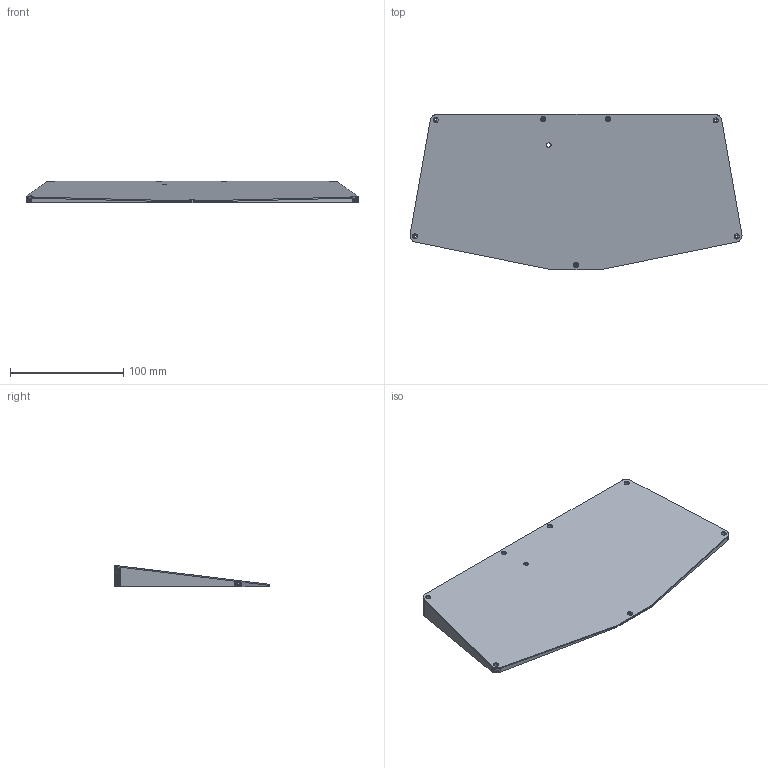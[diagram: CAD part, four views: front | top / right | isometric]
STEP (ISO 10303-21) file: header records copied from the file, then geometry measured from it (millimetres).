
FILE_DESCRIPTION(/* description */ (''),/* implementation_level */ '2;1');
FILE_NAME(/* name */ 'Atreus62_base.stp',/* time_stamp */ '2018-12-11T08:19:15-06:00',/* author */ ('Holt'),/* organization */ (''),/* preprocessor_version */ 'ST-DEVELOPER v16.5',/* originating_system */ 'Autodesk Inventor 2017',/* authorisation */ '');
FILE_SCHEMA (('AUTOMOTIVE_DESIGN { 1 0 10303 214 3 1 1 }'));
Length unit declared in the file: millimetre
Products named in the file (1): base
Bounding box: 293.34 x 136.97 x 18.8 mm (x, y, z)
Volume: 370080.7 mm3; surface area: 81054.3 mm2
Topology: 1 solids, 1 shells, 164 faces, 413 edges, 258 vertices
Faces by surface type: plane 139, cylinder 17, bspline 8
Full cylindrical faces by diameter (mm): 2.2 x7, 4 x1, 4.5 x7
Entity records: 4877 total; most frequent: CARTESIAN_POINT 958, ORIENTED_EDGE 794, DIRECTION 769, EDGE_CURVE 397, LINE 325, VECTOR 325, VERTEX_POINT 257, AXIS2_PLACEMENT_3D 222
